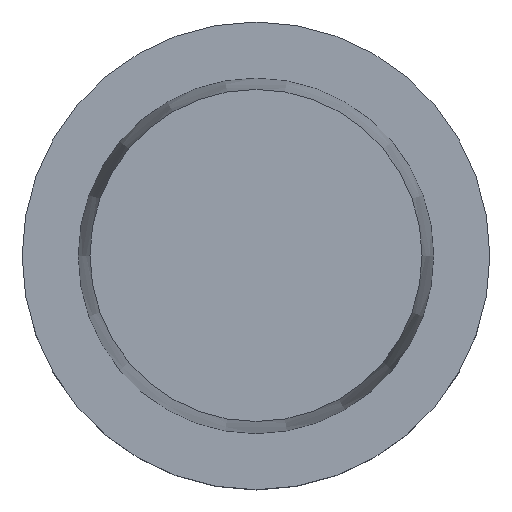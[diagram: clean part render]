
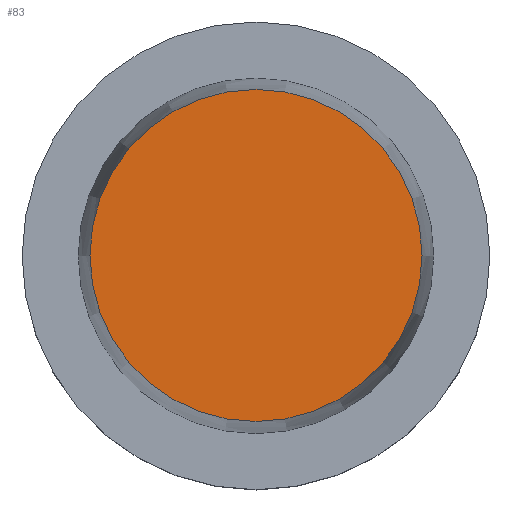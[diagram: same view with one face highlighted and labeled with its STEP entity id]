
A CAD part, top view. The second image highlights one B-rep face of the part: STEP entity #83.
In plain terms, the highlighted planar face has unit normal (0, 0, 1).
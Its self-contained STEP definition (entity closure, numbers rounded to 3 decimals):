
#39=PLANE('',#328);
#47=FACE_OUTER_BOUND('',#156,.T.);
#83=ADVANCED_FACE('',(#47),#39,.T.);
#156=EDGE_LOOP('',(#206));
#206=ORIENTED_EDGE('',*,*,#230,.F.);
#208=VERTEX_POINT('',#412);
#230=EDGE_CURVE('',#208,#208,#255,.T.);
#255=CIRCLE('',#296,35.5);
#296=AXIS2_PLACEMENT_3D('',#411,#339,#340);
#328=AXIS2_PLACEMENT_3D('',#1464,#403,#404);
#339=DIRECTION('',(0.,0.,-1.));
#340=DIRECTION('',(1.,0.,0.));
#403=DIRECTION('',(0.,0.,1.));
#404=DIRECTION('',(-1.,0.,0.));
#411=CARTESIAN_POINT('',(0.,0.,50.));
#412=CARTESIAN_POINT('',(35.5,0.,50.));
#1464=CARTESIAN_POINT('',(-17.75,0.,50.));
